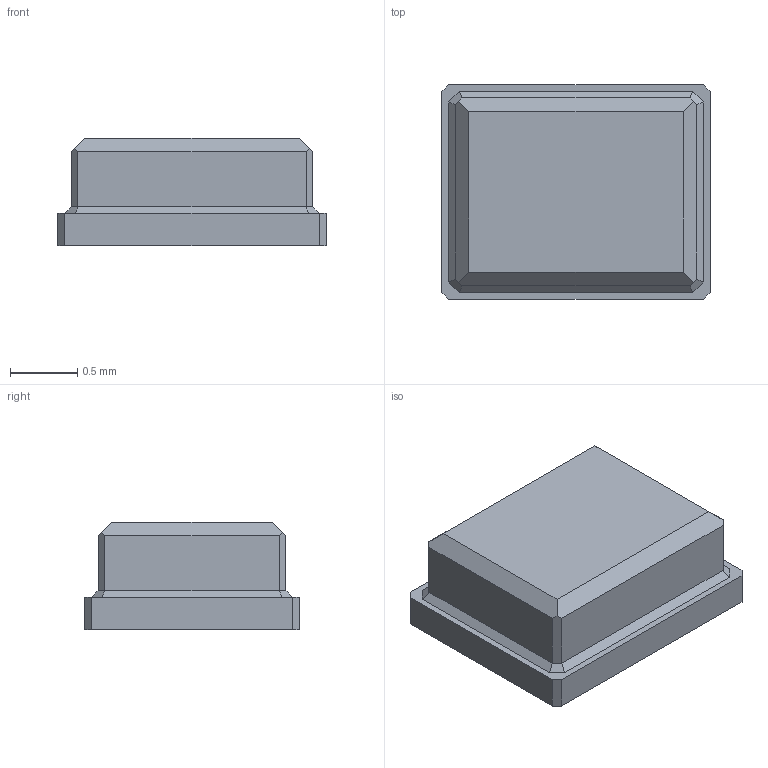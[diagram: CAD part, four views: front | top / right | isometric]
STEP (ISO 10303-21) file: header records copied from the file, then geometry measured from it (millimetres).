
FILE_DESCRIPTION (( 'STEP AP214' ), '1' );
FILE_NAME ('KC2016Z.stp', '2020-10-13T23:54:36', ( '' ), ( '' ), 'SwSTEP 2.0', 'SolidWorks 2019', '' );
FILE_SCHEMA (( 'AUTOMOTIVE_DESIGN' ));
Length unit declared in the file: centimetre
Products named in the file (1): KC2016Z
Bounding box: 2 x 1.6 x 0.8 mm (x, y, z)
Volume: 2.2 mm3; surface area: 11 mm2
Topology: 1 solids, 1 shells, 31 faces, 76 edges, 48 vertices
Faces by surface type: plane 31
Entity records: 1151 total; most frequent: CARTESIAN_POINT 156, ORIENTED_EDGE 152, DIRECTION 140, VECTOR 76, LINE 76, EDGE_CURVE 76, VERTEX_POINT 48, EDGE_LOOP 32
